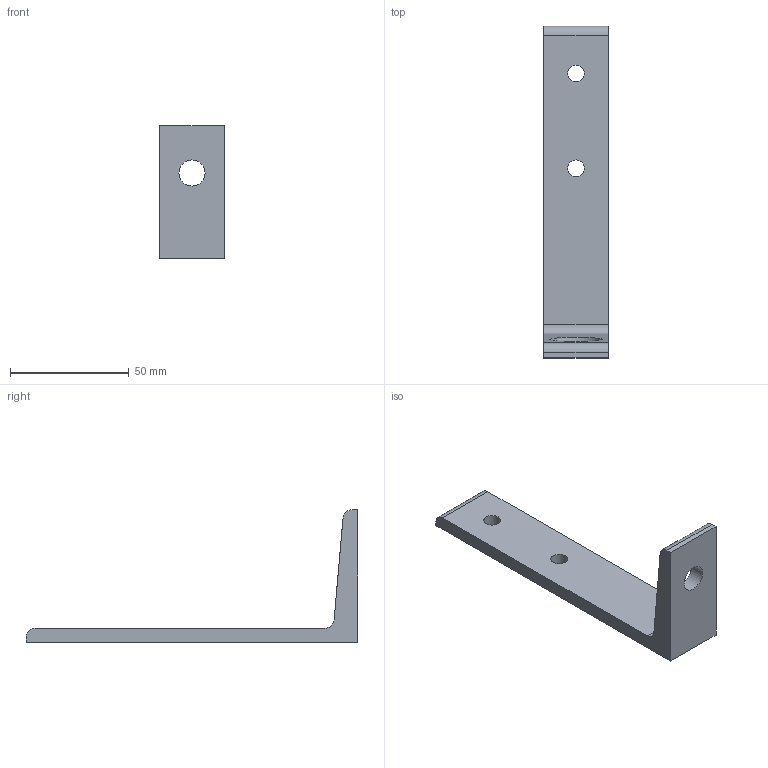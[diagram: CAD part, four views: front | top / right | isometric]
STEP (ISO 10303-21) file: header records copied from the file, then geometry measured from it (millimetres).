
FILE_DESCRIPTION( ( 'STEP AP203' ), '1' );
FILE_NAME( '093BA14030.stp', '2022-02-02T20:12:41', ( 'License CC BY-ND 4.0' ), ( 'CADENAS' ), ' ', 'PARTsolutions', ' ' );
FILE_SCHEMA( ( 'CONFIG_CONTROL_DESIGN' ) );
Length unit declared in the file: millimetre
Products named in the file (1): _093BA14030
Bounding box: 27 x 140 x 56 mm (x, y, z)
Volume: 32085.5 mm3; surface area: 13070.6 mm2
Topology: 1 solids, 1 shells, 16 faces, 43 edges, 30 vertices
Faces by surface type: plane 9, cylinder 7
Full cylindrical faces by diameter (mm): 7 x2, 11 x1, 22 x1
Entity records: 513 total; most frequent: DIRECTION 83, CARTESIAN_POINT 78, ORIENTED_EDGE 70, EDGE_CURVE 35, AXIS2_PLACEMENT_3D 31, EDGE_LOOP 27, VERTEX_POINT 26, LINE 21
